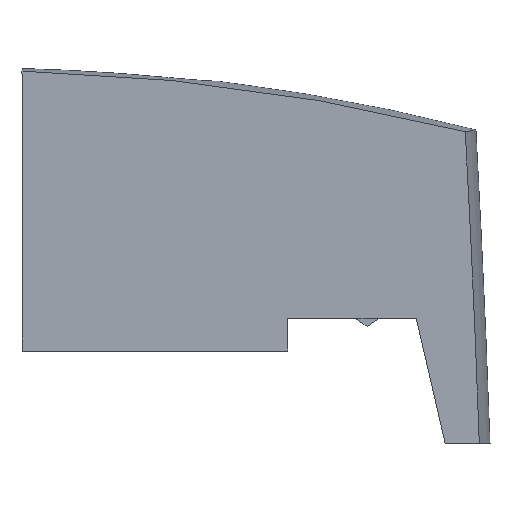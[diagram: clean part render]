
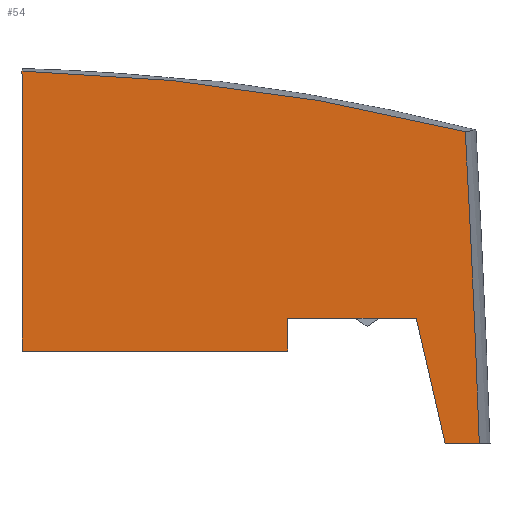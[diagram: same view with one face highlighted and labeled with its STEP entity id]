
A CAD part, front view. The second image highlights one B-rep face of the part: STEP entity #54.
In plain terms, the highlighted planar face has unit normal (0, -1, 0).
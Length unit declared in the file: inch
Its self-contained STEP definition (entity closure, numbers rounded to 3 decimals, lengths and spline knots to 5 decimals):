
#34 = VECTOR ( 'NONE', #1788, 39.37008 ) ;
#54 = ADVANCED_FACE ( 'NONE', ( #3494 ), #2567, .T. ) ;
#70 = LINE ( 'NONE', #2264, #34 ) ;
#138 = VECTOR ( 'NONE', #241, 39.37008 ) ;
#227 = VECTOR ( 'NONE', #2303, 39.37008 ) ;
#241 = DIRECTION ( 'NONE',  ( 0.225, 0., -0.974 ) ) ;
#330 = CARTESIAN_POINT ( 'NONE',  ( -18.8812, 19.85213, -24.07216 ) ) ;
#525 = ORIENTED_EDGE ( 'NONE', *, *, #1088, .T. ) ;
#541 = CIRCLE ( 'NONE', #1080, 6.83559 ) ;
#656 = DIRECTION ( 'NONE',  ( 1., 0., 0. ) ) ;
#672 = DIRECTION ( 'NONE',  ( 0., -1., 0. ) ) ;
#681 = CARTESIAN_POINT ( 'NONE',  ( -19.94966, 19.85213, -29.62791 ) ) ;
#694 = CARTESIAN_POINT ( 'NONE',  ( -18.44813, 19.85213, -23.6262 ) ) ;
#893 = EDGE_CURVE ( 'NONE', #2322, #1728, #978, .T. ) ;
#932 = EDGE_CURVE ( 'NONE', #3351, #2336, #2491, .T. ) ;
#957 = EDGE_CURVE ( 'NONE', #2336, #2322, #70, .T. ) ;
#978 = LINE ( 'NONE', #330, #1071 ) ;
#1027 = CARTESIAN_POINT ( 'NONE',  ( -19.80537, 19.85213, -23.6262 ) ) ;
#1057 = EDGE_CURVE ( 'NONE', #1728, #2099, #3583, .T. ) ;
#1071 = VECTOR ( 'NONE', #2629, 39.37008 ) ;
#1080 = AXIS2_PLACEMENT_3D ( 'NONE', #681, #672, #656 ) ;
#1088 = EDGE_CURVE ( 'NONE', #2099, #2117, #3515, .T. ) ;
#1104 = CARTESIAN_POINT ( 'NONE',  ( -18.28329, 19.85213, -22.99854 ) ) ;
#1112 = DIRECTION ( 'NONE',  ( 1., 0., 0. ) ) ;
#1133 = EDGE_CURVE ( 'NONE', #2117, #2226, #3413, .T. ) ;
#1153 = AXIS2_PLACEMENT_3D ( 'NONE', #3542, #2994, #2713 ) ;
#1355 = ORIENTED_EDGE ( 'NONE', *, *, #1057, .T. ) ;
#1369 = CARTESIAN_POINT ( 'NONE',  ( -19.7749, 19.85213, -23.73644 ) ) ;
#1594 = CARTESIAN_POINT ( 'NONE',  ( -18.8812, 19.85213, -23.73644 ) ) ;
#1658 = CIRCLE ( 'NONE', #1153, 55.08209 ) ;
#1728 = VERTEX_POINT ( 'NONE', #3081 ) ;
#1788 = DIRECTION ( 'NONE',  ( 1., 0., 0. ) ) ;
#1938 = ORIENTED_EDGE ( 'NONE', *, *, #1133, .T. ) ;
#1951 = ORIENTED_EDGE ( 'NONE', *, *, #932, .T. ) ;
#2099 = VERTEX_POINT ( 'NONE', #2723 ) ;
#2117 = VERTEX_POINT ( 'NONE', #2682 ) ;
#2212 = ORIENTED_EDGE ( 'NONE', *, *, #2833, .T. ) ;
#2226 = VERTEX_POINT ( 'NONE', #2335 ) ;
#2250 = ORIENTED_EDGE ( 'NONE', *, *, #957, .T. ) ;
#2264 = CARTESIAN_POINT ( 'NONE',  ( -19.80537, 19.85213, -23.73644 ) ) ;
#2303 = DIRECTION ( 'NONE',  ( 0., 0., -1. ) ) ;
#2322 = VERTEX_POINT ( 'NONE', #1594 ) ;
#2335 = CARTESIAN_POINT ( 'NONE',  ( -18.23614, 19.85213, -24.04746 ) ) ;
#2336 = VERTEX_POINT ( 'NONE', #1369 ) ;
#2486 = ORIENTED_EDGE ( 'NONE', *, *, #2681, .T. ) ;
#2491 = LINE ( 'NONE', #2510, #227 ) ;
#2510 = CARTESIAN_POINT ( 'NONE',  ( -19.7749, 19.85213, -24.07216 ) ) ;
#2552 = DIRECTION ( 'NONE',  ( 1., 0., 0. ) ) ;
#2555 = DIRECTION ( 'NONE',  ( 0., -1., 0. ) ) ;
#2567 = PLANE ( 'NONE',  #2581 ) ;
#2581 = AXIS2_PLACEMENT_3D ( 'NONE', #2765, #2555, #2552 ) ;
#2617 = CARTESIAN_POINT ( 'NONE',  ( -19.7749, 19.85213, -22.79455 ) ) ;
#2629 = DIRECTION ( 'NONE',  ( 0., 0., 1. ) ) ;
#2681 = EDGE_CURVE ( 'NONE', #2991, #3351, #541, .T. ) ;
#2682 = CARTESIAN_POINT ( 'NONE',  ( -18.35088, 19.85213, -24.04746 ) ) ;
#2713 = DIRECTION ( 'NONE',  ( 1., 0., 0. ) ) ;
#2723 = CARTESIAN_POINT ( 'NONE',  ( -18.44813, 19.85213, -23.6262 ) ) ;
#2765 = CARTESIAN_POINT ( 'NONE',  ( -19.80537, 19.85213, -24.07216 ) ) ;
#2833 = EDGE_CURVE ( 'NONE', #2226, #2991, #1658, .T. ) ;
#2991 = VERTEX_POINT ( 'NONE', #1104 ) ;
#2994 = DIRECTION ( 'NONE',  ( 0., -1., 0. ) ) ;
#3045 = EDGE_LOOP ( 'NONE', ( #1938, #2212, #2486, #1951, #2250, #3336, #1355, #525 ) ) ;
#3081 = CARTESIAN_POINT ( 'NONE',  ( -18.8812, 19.85213, -23.6262 ) ) ;
#3323 = DIRECTION ( 'NONE',  ( 1., 0., 0. ) ) ;
#3336 = ORIENTED_EDGE ( 'NONE', *, *, #893, .T. ) ;
#3351 = VERTEX_POINT ( 'NONE', #2617 ) ;
#3400 = VECTOR ( 'NONE', #3323, 39.37008 ) ;
#3410 = CARTESIAN_POINT ( 'NONE',  ( -19.80537, 19.85213, -24.04746 ) ) ;
#3413 = LINE ( 'NONE', #3410, #3400 ) ;
#3494 = FACE_OUTER_BOUND ( 'NONE', #3045, .T. ) ;
#3515 = LINE ( 'NONE', #694, #138 ) ;
#3536 = VECTOR ( 'NONE', #1112, 39.37008 ) ;
#3542 = CARTESIAN_POINT ( 'NONE',  ( -73.28375, 19.85213, -25.99628 ) ) ;
#3583 = LINE ( 'NONE', #1027, #3536 ) ;
